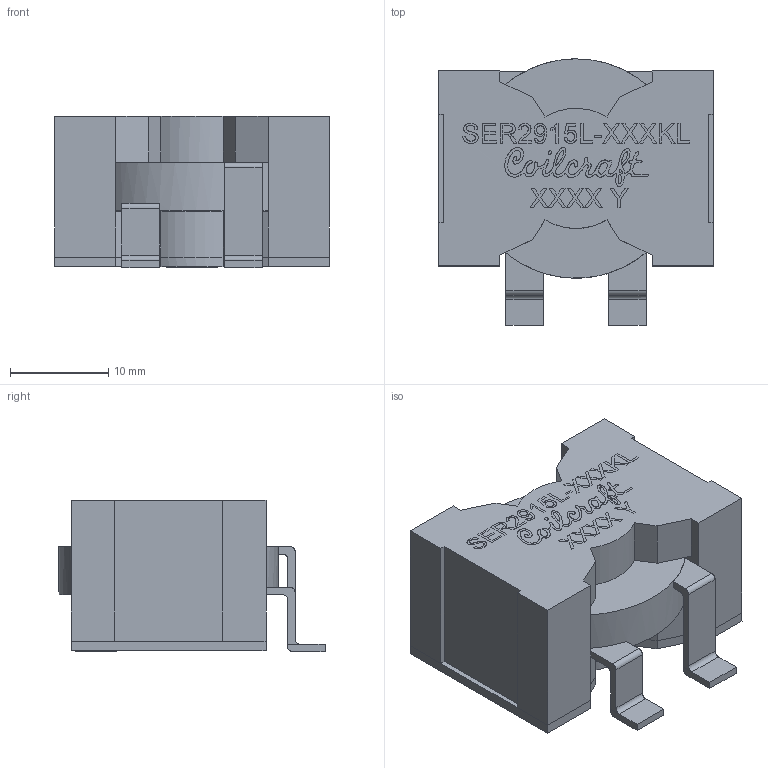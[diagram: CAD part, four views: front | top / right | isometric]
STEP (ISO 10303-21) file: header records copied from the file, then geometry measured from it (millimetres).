
FILE_DESCRIPTION (( 'STEP AP214' ), '1' );
FILE_NAME ('Coilcraft_SER2915L.STEP', '2019-01-27T16:03:36', ( '' ), ( '' ), 'SwSTEP 2.0', 'SolidWorks 2016', '' );
FILE_SCHEMA (( 'AUTOMOTIVE_DESIGN' ));
Length unit declared in the file: millimetre
Products named in the file (1): Coilcraft_SER2915L
Bounding box: 27.9 x 27.04 x 15.36 mm (x, y, z)
Volume: 7453.1 mm3; surface area: 3979.6 mm2
Topology: 3 solids, 3 shells, 550 faces, 1413 edges, 898 vertices
Faces by surface type: plane 277, bspline 258, cylinder 15
Entity records: 24701 total; most frequent: CARTESIAN_POINT 13274, ORIENTED_EDGE 2826, EDGE_CURVE 1413, B_SPLINE_CURVE_WITH_KNOTS 1093, DIRECTION 911, VERTEX_POINT 898, EDGE_LOOP 583, FACE_OUTER_BOUND 550
